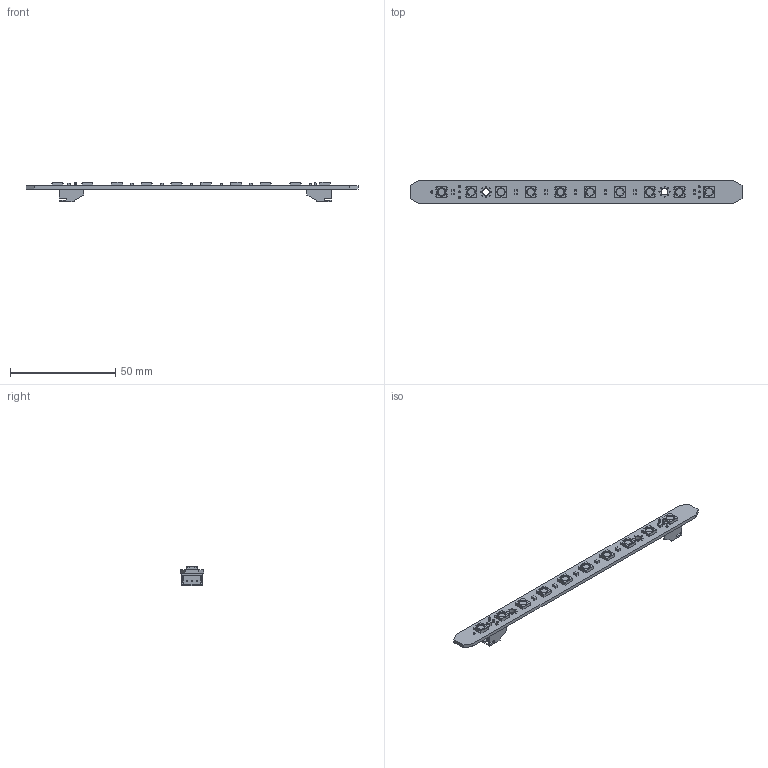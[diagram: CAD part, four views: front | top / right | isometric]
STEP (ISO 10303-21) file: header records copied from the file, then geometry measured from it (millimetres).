
FILE_DESCRIPTION(/* description */ (''),/* implementation_level */ '2;1');
FILE_NAME(/* name */ 'Daylights.step',/* time_stamp */ '2024-08-29T19:37:13+08:00',/* author */ (''),/* organization */ (''),/* preprocessor_version */ 'ST-DEVELOPER v20',/* originating_system */ 'Autodesk Translation Framework v13.14.0.145',/* authorisation */ '');
FILE_SCHEMA (('AUTOMOTIVE_DESIGN { 1 0 10303 214 3 1 1 }'));
Length unit declared in the file: millimetre
Products named in the file (8): Daylight; C_0805_2012Metric; SOLID; LED_WS2812B_PLCC4_5.0x5.0mm_P3.2mm; SOLID (1); JST_XH_S3B-XH-A-1_1x03_P2.50mm_Horizontal; SOLID (2); PCB
Assembly tree (23 placements, depth 3):
  Daylight
    C_0805_2012Metric  x7
      SOLID
    LED_WS2812B_PLCC4_5.0x5.0mm_P3.2mm  x10
      SOLID (1)
    JST_XH_S3B-XH-A-1_1x03_P2.50mm_Horizontal  x2
      SOLID (2)
    PCB
Bounding box: 158 x 11 x 9.5 mm (x, y, z)
Volume: 3497.9 mm3; surface area: 6311.3 mm2
Topology: 20 solids, 20 shells, 1185 faces, 3271 edges, 2122 vertices
Faces by surface type: plane 826, cylinder 349, cone 10
Full cylindrical faces by diameter (mm): 0.5 x16, 0.95 x6, 1 x1, 3.2 x2, 3.333 x10
Entity records: 9116 total; most frequent: CARTESIAN_POINT 1510, ORIENTED_EDGE 1466, DIRECTION 1465, EDGE_CURVE 733, LINE 599, VECTOR 599, VERTEX_POINT 478, AXIS2_PLACEMENT_3D 433
